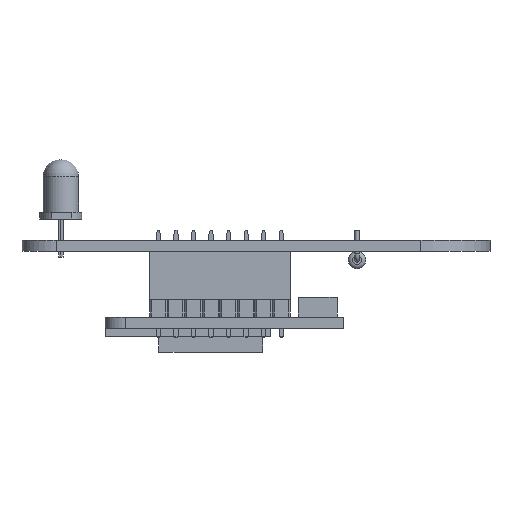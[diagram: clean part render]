
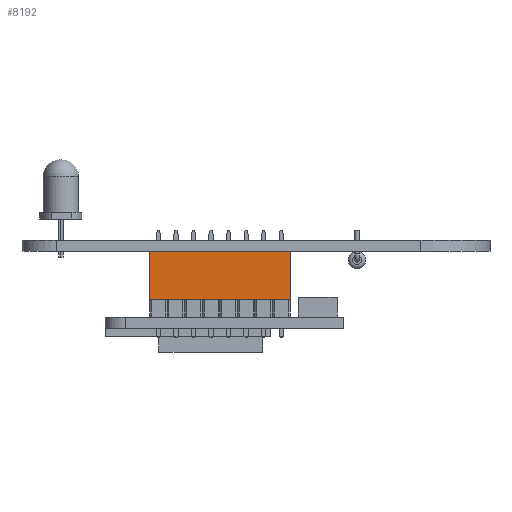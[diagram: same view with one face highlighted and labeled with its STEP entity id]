
A CAD part, left-side view. The second image highlights one B-rep face of the part: STEP entity #8192.
In plain terms, the highlighted face is planar.
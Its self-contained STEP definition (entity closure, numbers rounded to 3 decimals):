
#8192 = ADVANCED_FACE('',(#8193),#8227,.F.);
#8193 = FACE_BOUND('',#8194,.F.);
#8194 = EDGE_LOOP('',(#8195,#8205,#8213,#8221));
#8195 = ORIENTED_EDGE('',*,*,#8196,.T.);
#8196 = EDGE_CURVE('',#8197,#8199,#8201,.T.);
#8197 = VERTEX_POINT('',#8198);
#8198 = CARTESIAN_POINT('',(1.27,-19.05,0.));
#8199 = VERTEX_POINT('',#8200);
#8200 = CARTESIAN_POINT('',(1.27,-19.05,7.));
#8201 = LINE('',#8202,#8203);
#8202 = CARTESIAN_POINT('',(1.27,-19.05,0.));
#8203 = VECTOR('',#8204,1.);
#8204 = DIRECTION('',(0.,0.,1.));
#8205 = ORIENTED_EDGE('',*,*,#8206,.T.);
#8206 = EDGE_CURVE('',#8199,#8207,#8209,.T.);
#8207 = VERTEX_POINT('',#8208);
#8208 = CARTESIAN_POINT('',(1.27,1.27,7.));
#8209 = LINE('',#8210,#8211);
#8210 = CARTESIAN_POINT('',(1.27,-19.05,7.));
#8211 = VECTOR('',#8212,1.);
#8212 = DIRECTION('',(0.,1.,0.));
#8213 = ORIENTED_EDGE('',*,*,#8214,.F.);
#8214 = EDGE_CURVE('',#8215,#8207,#8217,.T.);
#8215 = VERTEX_POINT('',#8216);
#8216 = CARTESIAN_POINT('',(1.27,1.27,0.));
#8217 = LINE('',#8218,#8219);
#8218 = CARTESIAN_POINT('',(1.27,1.27,0.));
#8219 = VECTOR('',#8220,1.);
#8220 = DIRECTION('',(0.,0.,1.));
#8221 = ORIENTED_EDGE('',*,*,#8222,.F.);
#8222 = EDGE_CURVE('',#8197,#8215,#8223,.T.);
#8223 = LINE('',#8224,#8225);
#8224 = CARTESIAN_POINT('',(1.27,-19.05,0.));
#8225 = VECTOR('',#8226,1.);
#8226 = DIRECTION('',(0.,1.,0.));
#8227 = PLANE('',#8228);
#8228 = AXIS2_PLACEMENT_3D('',#8229,#8230,#8231);
#8229 = CARTESIAN_POINT('',(1.27,-19.05,0.));
#8230 = DIRECTION('',(-1.,0.,0.));
#8231 = DIRECTION('',(0.,1.,0.));
